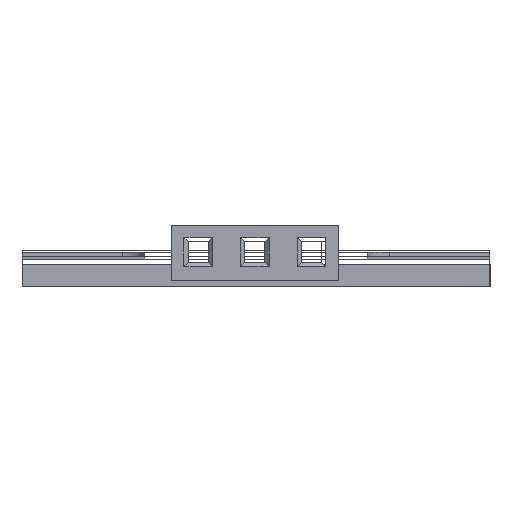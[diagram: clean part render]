
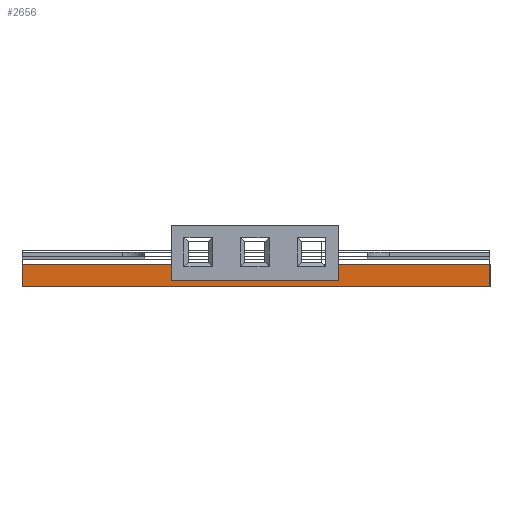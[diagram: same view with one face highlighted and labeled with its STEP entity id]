
A CAD part, left-side view. The second image highlights one B-rep face of the part: STEP entity #2656.
In plain terms, the highlighted planar face has unit normal (-1, 0, 0).
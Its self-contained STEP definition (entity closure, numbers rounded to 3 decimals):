
#322 = EDGE_CURVE ( 'NONE', #2496, #2706, #1467, .T. ) ;
#332 = FACE_OUTER_BOUND ( 'NONE', #1175, .T. ) ;
#566 = VECTOR ( 'NONE', #1128, 1000. ) ;
#752 = DIRECTION ( 'NONE',  ( 0., 0., 1. ) ) ;
#755 = VERTEX_POINT ( 'NONE', #2371 ) ;
#855 = CARTESIAN_POINT ( 'NONE',  ( 40., 15.5, -0.36 ) ) ;
#906 = VERTEX_POINT ( 'NONE', #2149 ) ;
#927 = ORIENTED_EDGE ( 'NONE', *, *, #322, .T. ) ;
#955 = ORIENTED_EDGE ( 'NONE', *, *, #1745, .F. ) ;
#1128 = DIRECTION ( 'NONE',  ( 0., -1., 0. ) ) ;
#1156 = DIRECTION ( 'NONE',  ( -1., 0., 0. ) ) ;
#1175 = EDGE_LOOP ( 'NONE', ( #2926, #955, #1921, #927 ) ) ;
#1330 = LINE ( 'NONE', #855, #2677 ) ;
#1347 = LINE ( 'NONE', #1564, #2781 ) ;
#1393 = CARTESIAN_POINT ( 'NONE',  ( 40., -5.5, -1.36 ) ) ;
#1467 = LINE ( 'NONE', #2644, #1553 ) ;
#1469 = CARTESIAN_POINT ( 'NONE',  ( 40., -5.5, -0.36 ) ) ;
#1516 = AXIS2_PLACEMENT_3D ( 'NONE', #2790, #1156, #3064 ) ;
#1553 = VECTOR ( 'NONE', #2230, 1000. ) ;
#1564 = CARTESIAN_POINT ( 'NONE',  ( 40., 15.5, -1.36 ) ) ;
#1694 = PLANE ( 'NONE',  #1516 ) ;
#1745 = EDGE_CURVE ( 'NONE', #755, #906, #1347, .T. ) ;
#1921 = ORIENTED_EDGE ( 'NONE', *, *, #1945, .T. ) ;
#1945 = EDGE_CURVE ( 'NONE', #755, #2496, #2647, .T. ) ;
#2149 = CARTESIAN_POINT ( 'NONE',  ( 40., 15.5, -0.36 ) ) ;
#2230 = DIRECTION ( 'NONE',  ( 0., 0., 1. ) ) ;
#2371 = CARTESIAN_POINT ( 'NONE',  ( 40., 15.5, -1.36 ) ) ;
#2496 = VERTEX_POINT ( 'NONE', #1393 ) ;
#2644 = CARTESIAN_POINT ( 'NONE',  ( 40., -5.5, -1.36 ) ) ;
#2647 = LINE ( 'NONE', #2762, #566 ) ;
#2656 = ADVANCED_FACE ( 'NONE', ( #332 ), #1694, .T. ) ;
#2677 = VECTOR ( 'NONE', #3301, 1000. ) ;
#2706 = VERTEX_POINT ( 'NONE', #1469 ) ;
#2762 = CARTESIAN_POINT ( 'NONE',  ( 40., 15.5, -1.36 ) ) ;
#2781 = VECTOR ( 'NONE', #752, 1000. ) ;
#2790 = CARTESIAN_POINT ( 'NONE',  ( 40., 15.5, -1.36 ) ) ;
#2926 = ORIENTED_EDGE ( 'NONE', *, *, #3229, .F. ) ;
#3064 = DIRECTION ( 'NONE',  ( 0., -1., 0. ) ) ;
#3229 = EDGE_CURVE ( 'NONE', #906, #2706, #1330, .T. ) ;
#3301 = DIRECTION ( 'NONE',  ( 0., -1., 0. ) ) ;
